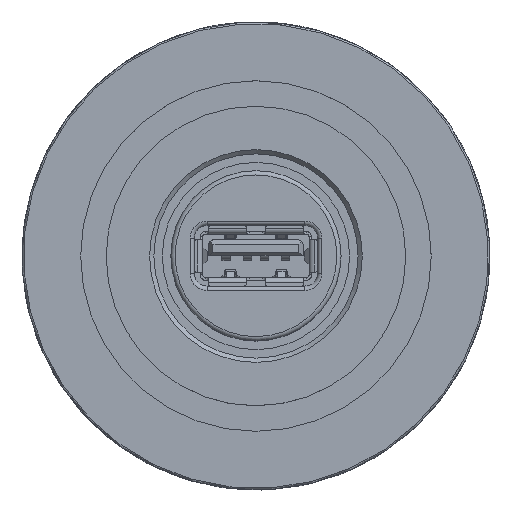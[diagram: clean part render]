
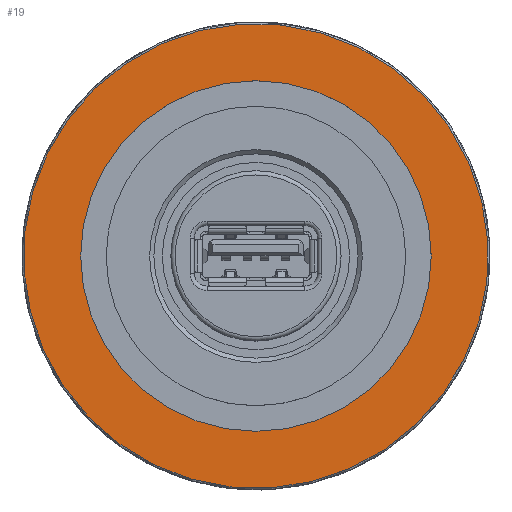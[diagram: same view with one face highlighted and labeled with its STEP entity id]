
A CAD part, top view. The second image highlights one B-rep face of the part: STEP entity #19.
In plain terms, the highlighted planar face has unit normal (0, 0, 1).
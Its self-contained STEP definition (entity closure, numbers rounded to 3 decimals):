
#19 = ADVANCED_FACE ( 'NONE', ( #8297, #4760 ), #10805, .F. ) ;
#273 = DIRECTION ( 'NONE',  ( 0., 0., -1. ) ) ;
#895 = DIRECTION ( 'NONE',  ( -1., 0., 0. ) ) ;
#942 = EDGE_CURVE ( 'NONE', #7216, #7216, #6066, .T. ) ;
#1279 = AXIS2_PLACEMENT_3D ( 'NONE', #6577, #11211, #895 ) ;
#1477 = DIRECTION ( 'NONE',  ( -1., 0., 0. ) ) ;
#3152 = AXIS2_PLACEMENT_3D ( 'NONE', #8520, #9886, #7691 ) ;
#3452 = AXIS2_PLACEMENT_3D ( 'NONE', #14262, #273, #1477 ) ;
#3456 = EDGE_LOOP ( 'NONE', ( #10166 ) ) ;
#4760 = FACE_BOUND ( 'NONE', #3456, .T. ) ;
#6066 = CIRCLE ( 'NONE', #14530, 20.6 ) ;
#6290 = CIRCLE ( 'NONE', #1279, 27.3 ) ;
#6372 = ORIENTED_EDGE ( 'NONE', *, *, #6716, .T. ) ;
#6574 = DIRECTION ( 'NONE',  ( -1., 0., 0. ) ) ;
#6577 = CARTESIAN_POINT ( 'NONE',  ( 0., 0., 0. ) ) ;
#6716 = EDGE_CURVE ( 'NONE', #7530, #7224, #6290, .T. ) ;
#6799 = CARTESIAN_POINT ( 'NONE',  ( 0., 0., 0. ) ) ;
#7216 = VERTEX_POINT ( 'NONE', #7296 ) ;
#7224 = VERTEX_POINT ( 'NONE', #10945 ) ;
#7234 = ORIENTED_EDGE ( 'NONE', *, *, #8320, .T. ) ;
#7296 = CARTESIAN_POINT ( 'NONE',  ( -20.6, 0., 0. ) ) ;
#7455 = CIRCLE ( 'NONE', #3152, 27.3 ) ;
#7530 = VERTEX_POINT ( 'NONE', #12682 ) ;
#7691 = DIRECTION ( 'NONE',  ( -1., 0., 0. ) ) ;
#8297 = FACE_OUTER_BOUND ( 'NONE', #13043, .T. ) ;
#8320 = EDGE_CURVE ( 'NONE', #7224, #7530, #7455, .T. ) ;
#8520 = CARTESIAN_POINT ( 'NONE',  ( 0., 0., 0. ) ) ;
#9886 = DIRECTION ( 'NONE',  ( 0., 0., 1. ) ) ;
#10064 = DIRECTION ( 'NONE',  ( 0., 0., -1. ) ) ;
#10166 = ORIENTED_EDGE ( 'NONE', *, *, #942, .T. ) ;
#10805 = PLANE ( 'NONE',  #3452 ) ;
#10945 = CARTESIAN_POINT ( 'NONE',  ( 2.85, 27.151, 0. ) ) ;
#11211 = DIRECTION ( 'NONE',  ( 0., 0., 1. ) ) ;
#12682 = CARTESIAN_POINT ( 'NONE',  ( 3.008, 27.134, 0. ) ) ;
#13043 = EDGE_LOOP ( 'NONE', ( #6372, #7234 ) ) ;
#14262 = CARTESIAN_POINT ( 'NONE',  ( 0., 0., 0. ) ) ;
#14530 = AXIS2_PLACEMENT_3D ( 'NONE', #6799, #10064, #6574 ) ;
